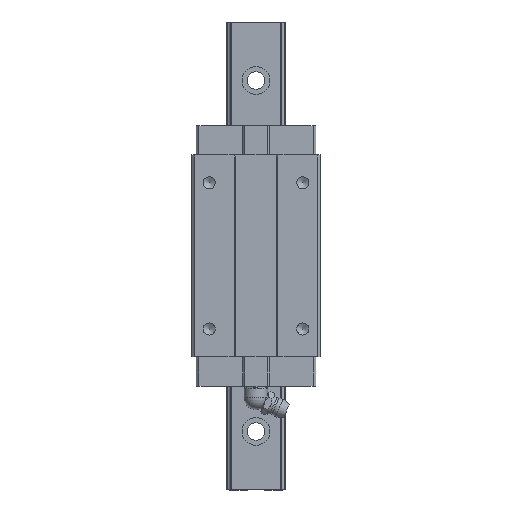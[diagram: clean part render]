
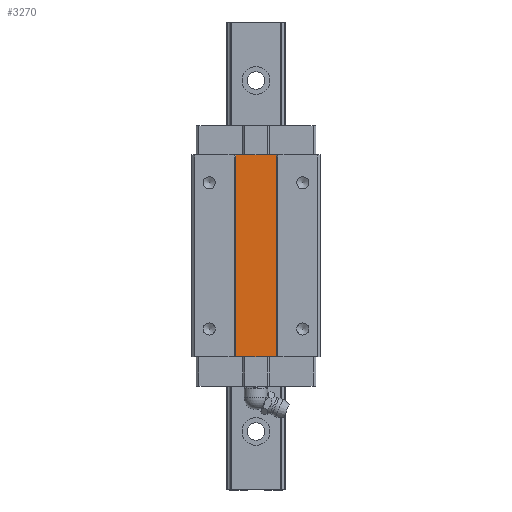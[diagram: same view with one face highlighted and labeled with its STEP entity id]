
A CAD part, top view. The second image highlights one B-rep face of the part: STEP entity #3270.
In plain terms, the highlighted planar face has unit normal (0, 0, 1).
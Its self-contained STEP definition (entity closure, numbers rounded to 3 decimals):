
#802=ORIENTED_EDGE('',*,*,#1496,.F.);
#803=ORIENTED_EDGE('',*,*,#1495,.F.);
#804=ORIENTED_EDGE('',*,*,#1497,.T.);
#805=ORIENTED_EDGE('',*,*,#1498,.T.);
#1495=EDGE_CURVE('',#1878,#1877,#2158,.T.);
#1496=EDGE_CURVE('',#1877,#1879,#2159,.T.);
#1497=EDGE_CURVE('',#1878,#1880,#2160,.T.);
#1498=EDGE_CURVE('',#1880,#1879,#2161,.T.);
#1877=VERTEX_POINT('',#6021);
#1878=VERTEX_POINT('',#6023);
#1879=VERTEX_POINT('',#6027);
#1880=VERTEX_POINT('',#6029);
#2158=LINE('',#6024,#2442);
#2159=LINE('',#6026,#2443);
#2160=LINE('',#6028,#2444);
#2161=LINE('',#6030,#2445);
#2442=VECTOR('',#4910,1000.);
#2443=VECTOR('',#4913,1000.);
#2444=VECTOR('',#4914,1000.);
#2445=VECTOR('',#4915,1000.);
#2721=EDGE_LOOP('',(#802,#803,#804,#805));
#2952=FACE_BOUND('',#2721,.T.);
#3114=PLANE('',#4241);
#3270=ADVANCED_FACE('',(#2952),#3114,.T.);
#4241=AXIS2_PLACEMENT_3D('',#6025,#4911,#4912);
#4910=DIRECTION('',(0.,1.,0.));
#4911=DIRECTION('',(0.,0.,1.));
#4912=DIRECTION('',(1.,0.,0.));
#4913=DIRECTION('',(1.,0.,0.));
#4914=DIRECTION('',(1.,0.,0.));
#4915=DIRECTION('',(0.,1.,0.));
#6021=CARTESIAN_POINT('',(-7.,34.5,29.5));
#6023=CARTESIAN_POINT('',(-7.,-34.5,29.5));
#6024=CARTESIAN_POINT('',(-7.,-34.5,29.5));
#6025=CARTESIAN_POINT('',(-7.,-34.5,29.5));
#6026=CARTESIAN_POINT('',(-7.,34.5,29.5));
#6027=CARTESIAN_POINT('',(7.,34.5,29.5));
#6028=CARTESIAN_POINT('',(-7.,-34.5,29.5));
#6029=CARTESIAN_POINT('',(7.,-34.5,29.5));
#6030=CARTESIAN_POINT('',(7.,-34.5,29.5));
